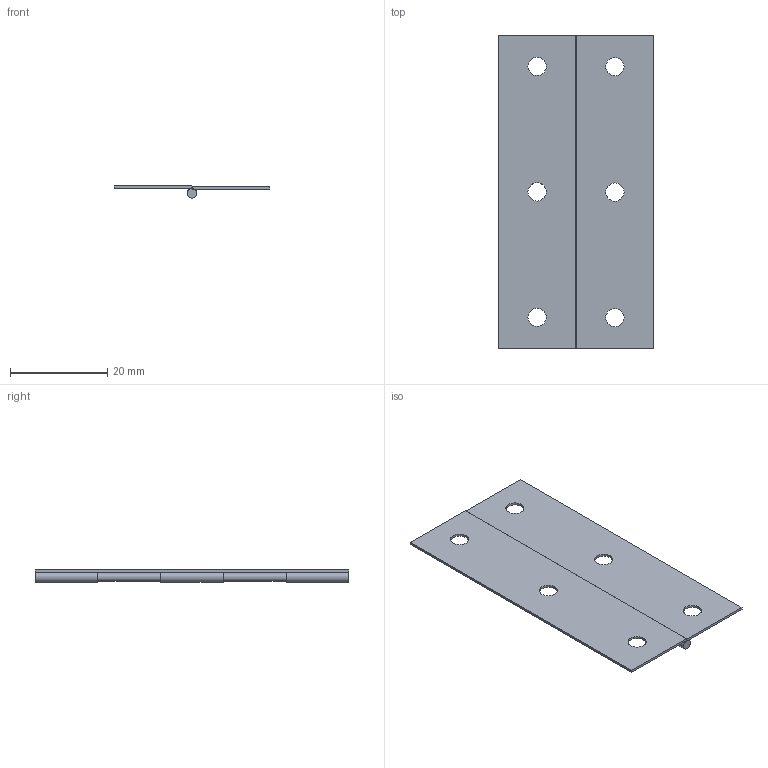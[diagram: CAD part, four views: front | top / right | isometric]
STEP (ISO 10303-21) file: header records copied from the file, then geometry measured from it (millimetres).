
FILE_DESCRIPTION (( 'STEP AP214' ), '1' );
FILE_NAME ('Small Door Hindge.STEP', '2019-10-08T17:39:22', ( '' ), ( '' ), 'SwSTEP 2.0', 'SolidWorks 2017', '' );
FILE_SCHEMA (( 'AUTOMOTIVE_DESIGN' ));
Length unit declared in the file: millimetre
Products named in the file (3): Peice 2; Peice 1; Small Door Hindge
Assembly tree (2 placements, depth 2):
  Small Door Hindge
    Peice 2
    Peice 1
Bounding box: 32 x 64.54 x 2.5 mm (x, y, z)
Volume: 1179.1 mm3; surface area: 4600.9 mm2
Topology: 7 solids, 7 shells, 44 faces, 90 edges, 60 vertices
Faces by surface type: cylinder 22, plane 22
Entity records: 1357 total; most frequent: DIRECTION 232, CARTESIAN_POINT 199, ORIENTED_EDGE 180, AXIS2_PLACEMENT_3D 93, EDGE_CURVE 90, VERTEX_POINT 60, EDGE_LOOP 56, LINE 46
